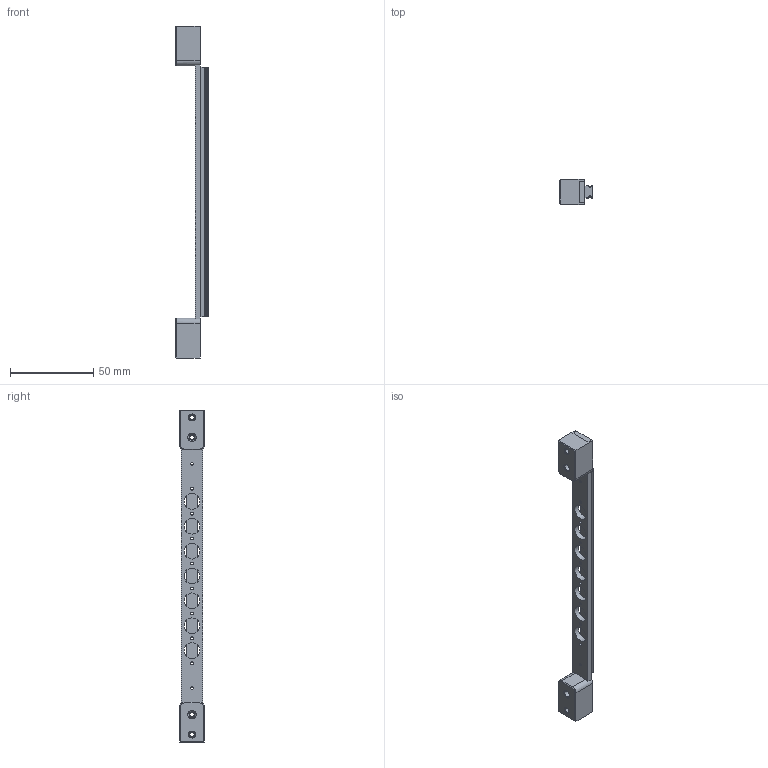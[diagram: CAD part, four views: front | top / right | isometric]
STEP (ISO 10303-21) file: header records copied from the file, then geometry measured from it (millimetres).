
FILE_DESCRIPTION(/* description */ (''),/* implementation_level */ '2;1');
FILE_NAME(/* name */ 'Plate Voron X Beam v29.step',/* time_stamp */ '2022-11-30T20:51:46-08:00',/* author */ (''),/* organization */ (''),/* preprocessor_version */ 'ST-DEVELOPER v19.2',/* originating_system */ 'Autodesk Translation Framework v11.17.0.187',/* authorisation */ '');
FILE_SCHEMA (('AUTOMOTIVE_DESIGN { 1 0 10303 214 3 1 1 }'));
Length unit declared in the file: millimetre
Products named in the file (3): Plate Voron X Beam; VORON_V0.1_MGN7-1; Plate X Beam Spacer
Assembly tree (3 placements, depth 2):
  Plate Voron X Beam
    VORON_V0.1_MGN7-1
    Plate X Beam Spacer  x2
Bounding box: 19.8 x 15 x 200 mm (x, y, z)
Volume: 18710 mm3; surface area: 14888.2 mm2
Topology: 4 solids, 4 shells, 129 faces, 313 edges, 202 vertices
Faces by surface type: plane 62, cylinder 57, cone 10
Full cylindrical faces by diameter (mm): 1.6 x10, 2.4 x10, 2.5 x4, 3.2 x4, 4 x2, 4.2 x10, 6.35 x2, 9.525 x7
Entity records: 3369 total; most frequent: DIRECTION 589, CARTESIAN_POINT 536, ORIENTED_EDGE 514, EDGE_CURVE 257, AXIS2_PLACEMENT_3D 221, EDGE_LOOP 185, VERTEX_POINT 168, LINE 147
